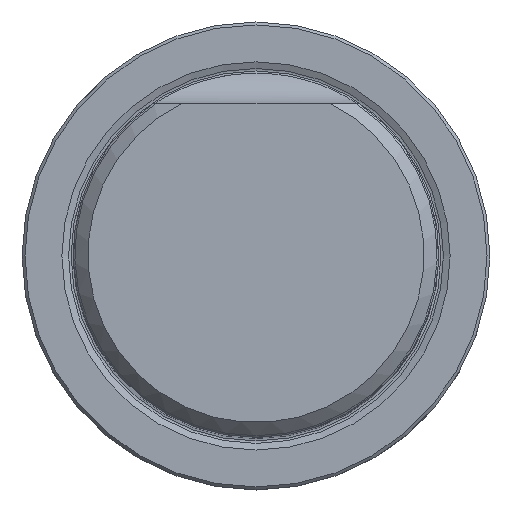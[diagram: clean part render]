
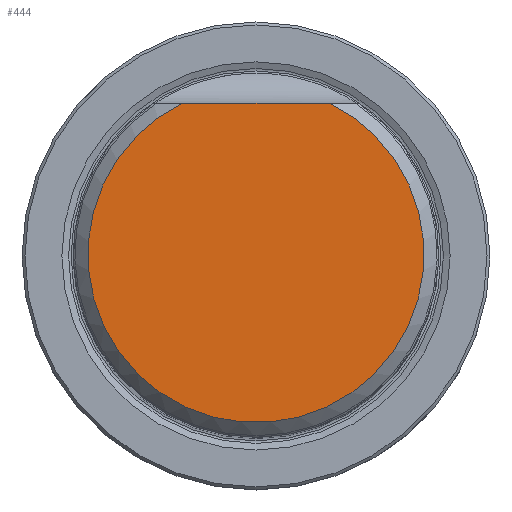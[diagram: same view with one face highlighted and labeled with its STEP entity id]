
A CAD part, top view. The second image highlights one B-rep face of the part: STEP entity #444.
In plain terms, the highlighted planar face has unit normal (0, 0, 1).
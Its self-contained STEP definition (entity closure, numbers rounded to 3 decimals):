
#233=PLANE('',#4601);
#444=ADVANCED_FACE('CU_SU_1',(#748),#233,.F.);
#748=FACE_OUTER_BOUND('',#987,.T.);
#987=EDGE_LOOP('',(#2180,#2181));
#1261=CIRCLE('',#4600,11.497);
#1388=LINE('',#6862,#1612);
#1612=VECTOR('',#5227,1.);
#2180=ORIENTED_EDGE('',*,*,#3795,.F.);
#2181=ORIENTED_EDGE('',*,*,#3796,.F.);
#3357=VERTEX_POINT('',#6860);
#3358=VERTEX_POINT('',#6861);
#3795=EDGE_CURVE('',#3357,#3358,#1261,.T.);
#3796=EDGE_CURVE('',#3358,#3357,#1388,.T.);
#4600=AXIS2_PLACEMENT_3D('',#6859,#5225,#5226);
#4601=AXIS2_PLACEMENT_3D('',#6863,#5228,#5229);
#5225=DIRECTION('',(0.,0.,-1.));
#5226=DIRECTION('',(0.,-1.,0.));
#5227=DIRECTION('',(1.,0.,0.));
#5228=DIRECTION('',(0.,0.,-1.));
#5229=DIRECTION('',(0.,-1.,0.));
#6859=CARTESIAN_POINT('',(0.,0.,56.));
#6860=CARTESIAN_POINT('',(4.999,10.353,56.));
#6861=CARTESIAN_POINT('',(-4.999,10.353,56.));
#6862=CARTESIAN_POINT('',(-12.497,10.353,56.));
#6863=CARTESIAN_POINT('',(0.,0.,56.));
